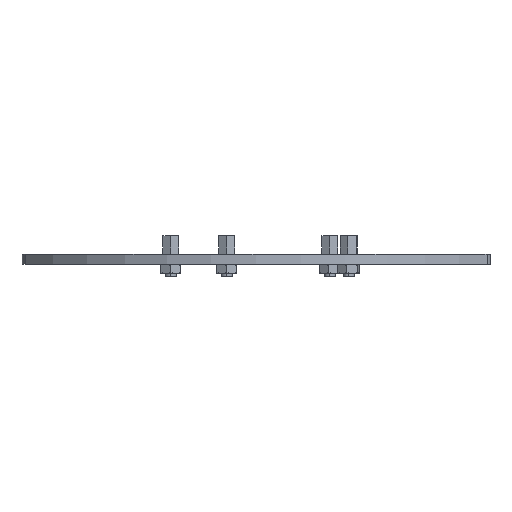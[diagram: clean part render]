
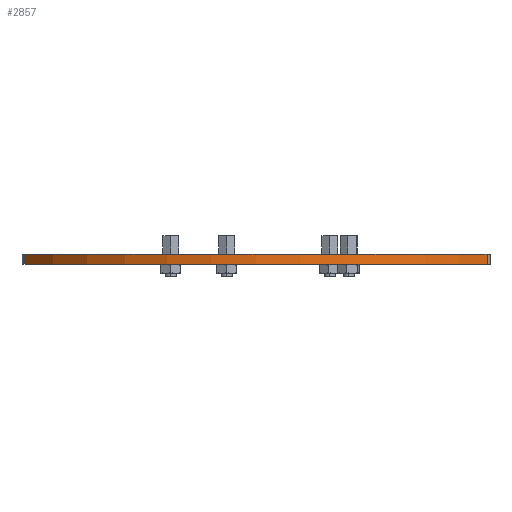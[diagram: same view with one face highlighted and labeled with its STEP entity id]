
A CAD part, front view. The second image highlights one B-rep face of the part: STEP entity #2857.
In plain terms, the highlighted cylindrical face has radius 75 mm (diameter 150 mm), a partial arc.
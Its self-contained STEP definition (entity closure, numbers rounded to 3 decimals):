
#167 = CARTESIAN_POINT ( 'NONE',  ( 130.453, 72.205, 2.8 ) ) ;
#290 = VECTOR ( 'NONE', #1938, 1000. ) ;
#375 = VECTOR ( 'NONE', #5281, 1000. ) ;
#515 = LINE ( 'NONE', #3873, #375 ) ;
#621 = DIRECTION ( 'NONE',  ( -1., 0., 0. ) ) ;
#1020 = DIRECTION ( 'NONE',  ( 0., 0., 1. ) ) ;
#1064 = CARTESIAN_POINT ( 'NONE',  ( 193.076, 30.934, 0. ) ) ;
#1180 = DIRECTION ( 'NONE',  ( 0., 0., 1. ) ) ;
#1405 = VERTEX_POINT ( 'NONE', #4838 ) ;
#1938 = DIRECTION ( 'NONE',  ( 0., 0., -1. ) ) ;
#2064 = CARTESIAN_POINT ( 'NONE',  ( 193.076, 30.934, 2.8 ) ) ;
#2156 = CYLINDRICAL_SURFACE ( 'NONE', #3021, 75. ) ;
#2460 = FACE_OUTER_BOUND ( 'NONE', #2698, .T. ) ;
#2698 = EDGE_LOOP ( 'NONE', ( #3363, #3955, #4323, #3141 ) ) ;
#2857 = ADVANCED_FACE ( 'NONE', ( #2460 ), #2156, .T. ) ;
#2949 = DIRECTION ( 'NONE',  ( 0., 0., -1. ) ) ;
#3021 = AXIS2_PLACEMENT_3D ( 'NONE', #167, #2949, #621 ) ;
#3141 = ORIENTED_EDGE ( 'NONE', *, *, #4384, .T. ) ;
#3247 = VERTEX_POINT ( 'NONE', #3540 ) ;
#3363 = ORIENTED_EDGE ( 'NONE', *, *, #5907, .T. ) ;
#3419 = CIRCLE ( 'NONE', #4357, 75. ) ;
#3540 = CARTESIAN_POINT ( 'NONE',  ( 67.829, 30.934, 0. ) ) ;
#3796 = EDGE_CURVE ( 'NONE', #1405, #3951, #3419, .T. ) ;
#3835 = CARTESIAN_POINT ( 'NONE',  ( 130.453, 72.205, 2.8 ) ) ;
#3873 = CARTESIAN_POINT ( 'NONE',  ( 67.829, 30.934, 2.8 ) ) ;
#3951 = VERTEX_POINT ( 'NONE', #2064 ) ;
#3955 = ORIENTED_EDGE ( 'NONE', *, *, #5016, .F. ) ;
#3977 = CARTESIAN_POINT ( 'NONE',  ( 130.453, 72.205, 0. ) ) ;
#4021 = LINE ( 'NONE', #4271, #290 ) ;
#4271 = CARTESIAN_POINT ( 'NONE',  ( 193.076, 30.934, 2.8 ) ) ;
#4298 = DIRECTION ( 'NONE',  ( 1., 0., 0. ) ) ;
#4323 = ORIENTED_EDGE ( 'NONE', *, *, #3796, .F. ) ;
#4357 = AXIS2_PLACEMENT_3D ( 'NONE', #3835, #1020, #4298 ) ;
#4384 = EDGE_CURVE ( 'NONE', #1405, #3247, #515, .T. ) ;
#4398 = VERTEX_POINT ( 'NONE', #1064 ) ;
#4454 = DIRECTION ( 'NONE',  ( 1., 0., 0. ) ) ;
#4697 = CIRCLE ( 'NONE', #5856, 75. ) ;
#4838 = CARTESIAN_POINT ( 'NONE',  ( 67.829, 30.934, 2.8 ) ) ;
#5016 = EDGE_CURVE ( 'NONE', #3951, #4398, #4021, .T. ) ;
#5281 = DIRECTION ( 'NONE',  ( 0., 0., -1. ) ) ;
#5856 = AXIS2_PLACEMENT_3D ( 'NONE', #3977, #1180, #4454 ) ;
#5907 = EDGE_CURVE ( 'NONE', #3247, #4398, #4697, .T. ) ;
